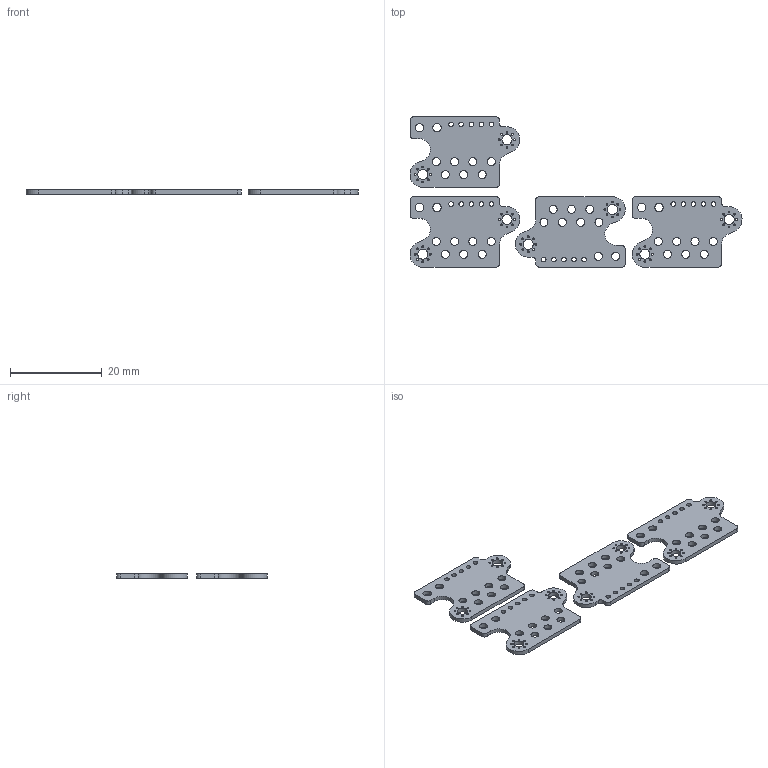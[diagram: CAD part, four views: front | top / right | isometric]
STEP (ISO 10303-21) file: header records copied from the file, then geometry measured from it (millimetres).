
FILE_DESCRIPTION(('KiCad electronic assembly'),'2;1');
FILE_NAME('Vortac_Panel_Rev1ToolBoardOnly.step','2025-05-25T16:29:04',( 'Pcbnew'),('Kicad'),'Open CASCADE STEP processor 7.8', 'KiCad to STEP converter','Unknown');
FILE_SCHEMA(('AUTOMOTIVE_DESIGN { 1 0 10303 214 1 1 1 1 }'));
Length unit declared in the file: millimetre
Products named in the file (5): Vortac_Panel_Rev1ToolBoardOnly 1; Vortac_Panel_PCB_1; Vortac_Panel_PCB_2; Vortac_Panel_PCB_3; Vortac_Panel_PCB_4
Assembly tree (4 placements, depth 2):
  Vortac_Panel_Rev1ToolBoardOnly 1
    Vortac_Panel_PCB_1
    Vortac_Panel_PCB_2
    Vortac_Panel_PCB_3
    Vortac_Panel_PCB_4
Bounding box: 72.42 x 32.8 x 0.91 mm (x, y, z)
Volume: 964.5 mm3; surface area: 2765 mm2
Topology: 4 solids, 4 shells, 216 faces, 624 edges, 416 vertices
Faces by surface type: cylinder 164, plane 52
Full cylindrical faces by diameter (mm): 0.4 x64, 1 x20, 1.75 x28, 1.8 x8, 2.2 x8
Entity records: 7897 total; most frequent: DIRECTION 1394, CARTESIAN_POINT 1261, ORIENTED_EDGE 1248, EDGE_CURVE 624, AXIS2_PLACEMENT_3D 549, FACE_BOUND 472, EDGE_LOOP 472, VERTEX_POINT 416
